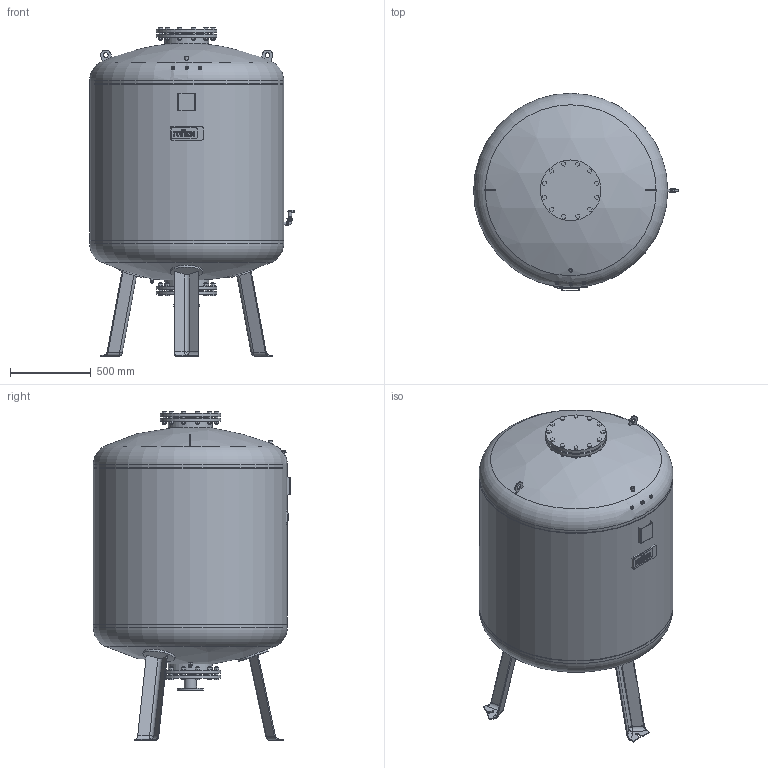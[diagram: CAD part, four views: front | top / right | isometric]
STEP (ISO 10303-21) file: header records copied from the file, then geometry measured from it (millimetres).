
FILE_DESCRIPTION(/* description */ (''),/* implementation_level */ '2;1');
FILE_NAME(/* name */ '3d_ReflexomatRF1500_6bar-8652205.stp',/* time_stamp */ '2015-12-08T09:24:45+01:00',/* author */ ('Andrzej'),/* organization */ (''),/* preprocessor_version */ 'ST-DEVELOPER v15.5',/* originating_system */ 'AutoCAD Mechanical',/* authorisation */ '');
FILE_SCHEMA (('AUTOMOTIVE_DESIGN { 1 0 10303 214 3 1 1 }'));
Length unit declared in the file: millimetre
Products named in the file (1): Product
Bounding box: 1266 x 1220 x 2030 mm (x, y, z)
Volume: 1502137058.2 mm3; surface area: 13275661.3 mm2
Topology: 24 solids, 24 shells, 889 faces, 2158 edges, 1409 vertices
Faces by surface type: plane 605, cylinder 204, cone 44, sphere 18, torus 14, bspline 4
Full cylindrical faces by diameter (mm): 3 x1, 3.5 x1, 11.445 x3, 14 x4, 14.95 x1, 16 x48, 18.5 x4, 19 x1, 20 x3, 21.3 x3, 24 x1, 26 x1, 28 x2, 30 x2, 76.1 x2, 160 x1, 260.4 x2, 272.4 x1, 273 x1, 375 x4, 1200 x3
Entity records: 25871 total; most frequent: CARTESIAN_POINT 5227, DIRECTION 4227, ORIENTED_EDGE 3956, EDGE_CURVE 1978, LINE 1433, VECTOR 1433, AXIS2_PLACEMENT_3D 1397, VERTEX_POINT 1379
